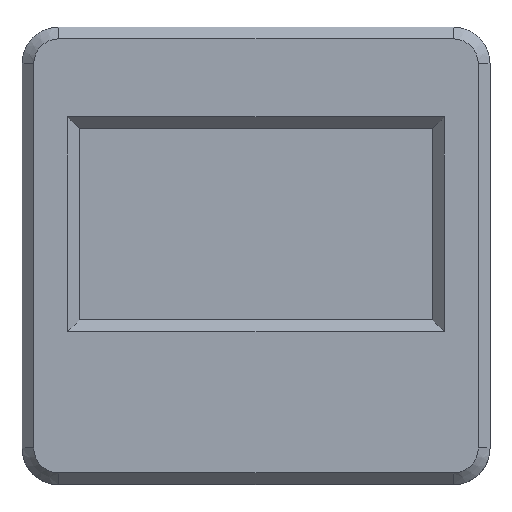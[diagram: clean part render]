
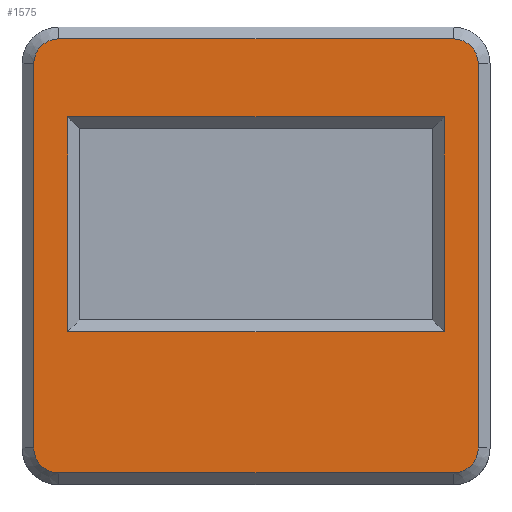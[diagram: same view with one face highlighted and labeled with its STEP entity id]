
A CAD part, top view. The second image highlights one B-rep face of the part: STEP entity #1575.
In plain terms, the highlighted planar face has unit normal (0, 0, 1).
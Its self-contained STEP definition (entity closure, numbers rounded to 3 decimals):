
#43=FACE_BOUND('',#296,.T.);
#101=CIRCLE('',#1734,1.7);
#102=CIRCLE('',#1735,1.7);
#103=CIRCLE('',#1736,1.7);
#104=CIRCLE('',#1737,1.7);
#187=FACE_OUTER_BOUND('',#295,.T.);
#295=EDGE_LOOP('',(#1287,#1288,#1289,#1290,#1291,#1292,#1293,#1294));
#296=EDGE_LOOP('',(#1295,#1296,#1297,#1298));
#419=LINE('',#2617,#583);
#423=LINE('',#2625,#587);
#426=LINE('',#2631,#590);
#430=LINE('',#2637,#594);
#436=LINE('',#2653,#600);
#437=LINE('',#2657,#601);
#438=LINE('',#2661,#602);
#439=LINE('',#2664,#603);
#583=VECTOR('',#2061,10.);
#587=VECTOR('',#2067,10.);
#590=VECTOR('',#2072,10.);
#594=VECTOR('',#2078,10.);
#600=VECTOR('',#2092,10.);
#601=VECTOR('',#2095,10.);
#602=VECTOR('',#2098,10.);
#603=VECTOR('',#2101,10.);
#739=VERTEX_POINT('',#2615);
#740=VERTEX_POINT('',#2616);
#743=VERTEX_POINT('',#2624);
#745=VERTEX_POINT('',#2630);
#750=VERTEX_POINT('',#2649);
#751=VERTEX_POINT('',#2650);
#752=VERTEX_POINT('',#2652);
#753=VERTEX_POINT('',#2654);
#754=VERTEX_POINT('',#2656);
#755=VERTEX_POINT('',#2658);
#756=VERTEX_POINT('',#2660);
#757=VERTEX_POINT('',#2662);
#921=EDGE_CURVE('',#739,#740,#419,.T.);
#925=EDGE_CURVE('',#740,#743,#423,.T.);
#928=EDGE_CURVE('',#743,#745,#426,.T.);
#932=EDGE_CURVE('',#745,#739,#430,.T.);
#938=EDGE_CURVE('',#750,#751,#101,.T.);
#939=EDGE_CURVE('',#752,#750,#436,.T.);
#940=EDGE_CURVE('',#753,#752,#102,.T.);
#941=EDGE_CURVE('',#754,#753,#437,.T.);
#942=EDGE_CURVE('',#755,#754,#103,.T.);
#943=EDGE_CURVE('',#756,#755,#438,.T.);
#944=EDGE_CURVE('',#757,#756,#104,.T.);
#945=EDGE_CURVE('',#751,#757,#439,.T.);
#1287=ORIENTED_EDGE('',*,*,#938,.F.);
#1288=ORIENTED_EDGE('',*,*,#939,.F.);
#1289=ORIENTED_EDGE('',*,*,#940,.F.);
#1290=ORIENTED_EDGE('',*,*,#941,.F.);
#1291=ORIENTED_EDGE('',*,*,#942,.F.);
#1292=ORIENTED_EDGE('',*,*,#943,.F.);
#1293=ORIENTED_EDGE('',*,*,#944,.F.);
#1294=ORIENTED_EDGE('',*,*,#945,.F.);
#1295=ORIENTED_EDGE('',*,*,#921,.F.);
#1296=ORIENTED_EDGE('',*,*,#932,.F.);
#1297=ORIENTED_EDGE('',*,*,#928,.F.);
#1298=ORIENTED_EDGE('',*,*,#925,.F.);
#1487=PLANE('',#1733);
#1575=ADVANCED_FACE('',(#187,#43),#1487,.T.);
#1733=AXIS2_PLACEMENT_3D('',#2648,#2088,#2089);
#1734=AXIS2_PLACEMENT_3D('',#2651,#2090,#2091);
#1735=AXIS2_PLACEMENT_3D('',#2655,#2093,#2094);
#1736=AXIS2_PLACEMENT_3D('',#2659,#2096,#2097);
#1737=AXIS2_PLACEMENT_3D('',#2663,#2099,#2100);
#2061=DIRECTION('',(-1.,0.,0.));
#2067=DIRECTION('',(0.,-1.,0.));
#2072=DIRECTION('',(1.,0.,0.));
#2078=DIRECTION('',(0.,1.,0.));
#2088=DIRECTION('center_axis',(0.,0.,1.));
#2089=DIRECTION('ref_axis',(1.,0.,0.));
#2090=DIRECTION('center_axis',(0.,0.,-1.));
#2091=DIRECTION('ref_axis',(-0.707,0.707,0.));
#2092=DIRECTION('',(0.,1.,0.));
#2093=DIRECTION('center_axis',(0.,0.,-1.));
#2094=DIRECTION('ref_axis',(-0.707,-0.707,0.));
#2095=DIRECTION('',(-1.,0.,0.));
#2096=DIRECTION('center_axis',(0.,0.,-1.));
#2097=DIRECTION('ref_axis',(0.707,-0.707,0.));
#2098=DIRECTION('',(0.,-1.,0.));
#2099=DIRECTION('center_axis',(0.,0.,-1.));
#2100=DIRECTION('ref_axis',(0.707,0.707,0.));
#2101=DIRECTION('',(1.,0.,0.));
#2615=CARTESIAN_POINT('',(26.5,23.9,4.8));
#2616=CARTESIAN_POINT('',(0.9,23.9,4.8));
#2617=CARTESIAN_POINT('',(7.7,23.9,4.8));
#2624=CARTESIAN_POINT('',(0.9,9.3,4.8));
#2625=CARTESIAN_POINT('',(0.9,12.275,4.8));
#2630=CARTESIAN_POINT('',(26.5,9.3,4.8));
#2631=CARTESIAN_POINT('',(19.7,9.3,4.8));
#2637=CARTESIAN_POINT('',(26.5,18.775,4.8));
#2648=CARTESIAN_POINT('Origin',(13.7,14.45,4.8));
#2649=CARTESIAN_POINT('',(-1.4,27.5,4.8));
#2650=CARTESIAN_POINT('',(0.3,29.2,4.8));
#2651=CARTESIAN_POINT('Origin',(0.3,27.5,4.8));
#2652=CARTESIAN_POINT('',(-1.4,1.4,4.8));
#2653=CARTESIAN_POINT('',(-1.4,6.675,4.8));
#2654=CARTESIAN_POINT('',(0.3,-0.3,4.8));
#2655=CARTESIAN_POINT('Origin',(0.3,1.4,4.8));
#2656=CARTESIAN_POINT('',(27.1,-0.3,4.8));
#2657=CARTESIAN_POINT('',(21.65,-0.3,4.8));
#2658=CARTESIAN_POINT('',(28.8,1.4,4.8));
#2659=CARTESIAN_POINT('Origin',(27.1,1.4,4.8));
#2660=CARTESIAN_POINT('',(28.8,27.5,4.8));
#2661=CARTESIAN_POINT('',(28.8,22.225,4.8));
#2662=CARTESIAN_POINT('',(27.1,29.2,4.8));
#2663=CARTESIAN_POINT('Origin',(27.1,27.5,4.8));
#2664=CARTESIAN_POINT('',(5.75,29.2,4.8));
